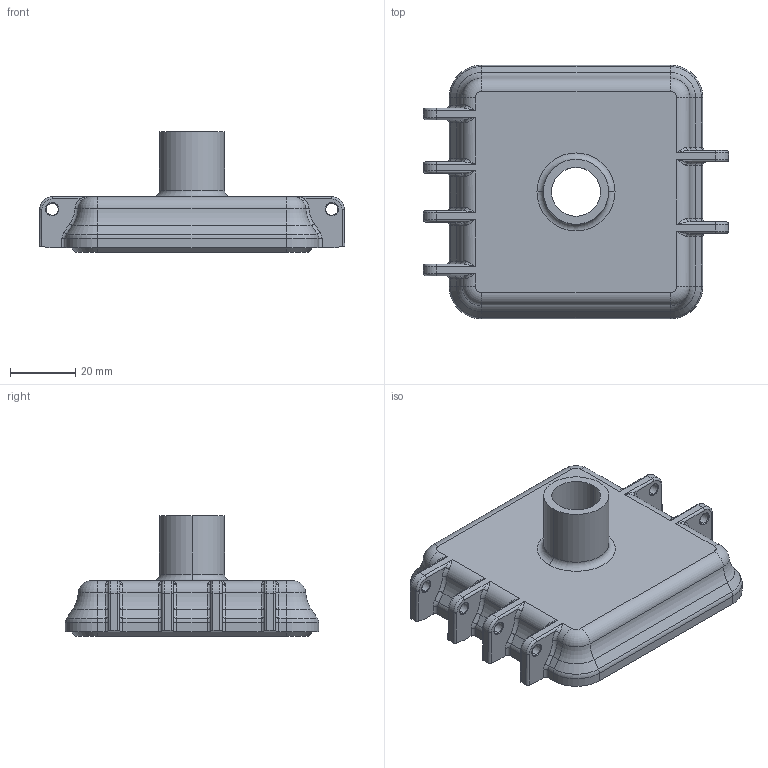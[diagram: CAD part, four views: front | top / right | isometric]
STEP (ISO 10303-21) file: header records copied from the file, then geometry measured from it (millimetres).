
FILE_DESCRIPTION (( 'STEP AP203' ), '1' );
FILE_NAME ('buttom_box filter25032020.STEP', '2020-03-25T11:45:33', ( '' ), ( '' ), 'SwSTEP 2.0', 'SolidWorks 2014', '' );
FILE_SCHEMA (( 'CONFIG_CONTROL_DESIGN' ));
Length unit declared in the file: millimetre
Products named in the file (1): buttom_box filter25032020
Bounding box: 93.99 x 78 x 37.11 mm (x, y, z)
Volume: 30489.5 mm3; surface area: 23612.4 mm2
Topology: 1 solids, 1 shells, 299 faces, 724 edges, 420 vertices
Faces by surface type: cylinder 112, torus 92, plane 71, cone 12, bspline 12
Entity records: 9305 total; most frequent: CARTESIAN_POINT 2198, DIRECTION 1596, ORIENTED_EDGE 1424, EDGE_CURVE 712, AXIS2_PLACEMENT_3D 644, VERTEX_POINT 420, CIRCLE 356, EDGE_LOOP 318
